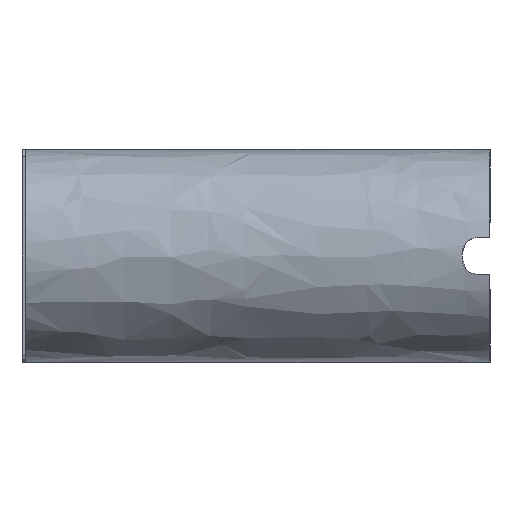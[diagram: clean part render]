
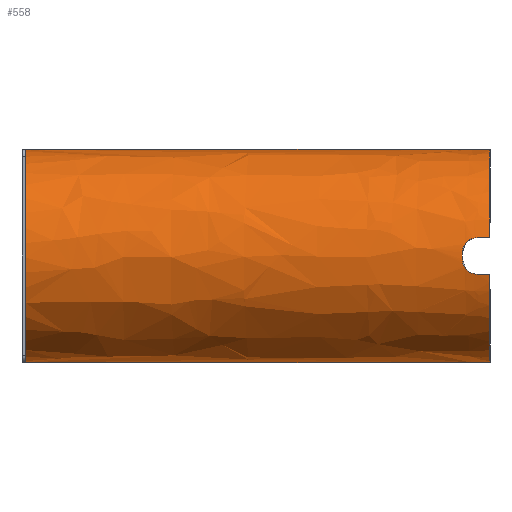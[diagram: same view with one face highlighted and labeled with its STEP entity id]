
A CAD part, left-side view. The second image highlights one B-rep face of the part: STEP entity #558.
In plain terms, the highlighted free-form (B-spline) face has degree [2, 1] with [5, 2] control points.
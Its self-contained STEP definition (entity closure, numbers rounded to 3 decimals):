
#22 = VERTEX_POINT('',#23);
#23 = CARTESIAN_POINT('',(-11.41,33.531,7.697)
  );
#24 = VERTEX_POINT('',#25);
#25 = CARTESIAN_POINT('',(-11.41,33.531,-7.697
    ));
#33 = EDGE_CURVE('',#22,#34,#36,.T.);
#34 = VERTEX_POINT('',#35);
#35 = CARTESIAN_POINT('',(-11.41,1.36,7.697)
  );
#36 = B_SPLINE_CURVE_WITH_KNOTS('',1,(#37,#38),.UNSPECIFIED.,.F.,.F.,(2,
    2),(-19.9,9.987),.PIECEWISE_BEZIER_KNOTS.);
#37 = CARTESIAN_POINT('',(-11.41,33.531,7.697)
  );
#38 = CARTESIAN_POINT('',(-11.41,1.36,7.697)
  );
#60 = VERTEX_POINT('',#61);
#61 = CARTESIAN_POINT('',(-11.41,1.36,-7.697
    ));
#68 = EDGE_CURVE('',#24,#60,#69,.T.);
#69 = B_SPLINE_CURVE_WITH_KNOTS('',1,(#70,#71),.UNSPECIFIED.,.F.,.F.,(2,
    2),(-19.9,9.987),.PIECEWISE_BEZIER_KNOTS.);
#70 = CARTESIAN_POINT('',(-11.41,33.531,-7.697
    ));
#71 = CARTESIAN_POINT('',(-11.41,1.36,-7.697
    ));
#236 = VERTEX_POINT('',#237);
#237 = CARTESIAN_POINT('',(-11.41,0.,7.697));
#242 = EDGE_CURVE('',#243,#236,#245,.T.);
#243 = VERTEX_POINT('',#244);
#244 = CARTESIAN_POINT('',(-18.993,0.,1.319));
#245 = ( BOUNDED_CURVE() B_SPLINE_CURVE(2,(#246,#247,#248),
.UNSPECIFIED.,.F.,.F.) B_SPLINE_CURVE_WITH_KNOTS((3,3),(4.885,
6.283),.PIECEWISE_BEZIER_KNOTS.) CURVE() 
GEOMETRIC_REPRESENTATION_ITEM() RATIONAL_B_SPLINE_CURVE((1.,
0.765,1.)) REPRESENTATION_ITEM('') );
#246 = CARTESIAN_POINT('',(-18.993,0.,1.319));
#247 = CARTESIAN_POINT('',(-17.884,0.,7.697));
#248 = CARTESIAN_POINT('',(-11.41,0.,7.697));
#514 = VERTEX_POINT('',#515);
#515 = CARTESIAN_POINT('',(-11.41,0.,-7.697));
#520 = EDGE_CURVE('',#60,#514,#521,.T.);
#521 = B_SPLINE_CURVE_WITH_KNOTS('',1,(#522,#523),.UNSPECIFIED.,.F.,.F.,
  (2,2),(9.987,11.25),.PIECEWISE_BEZIER_KNOTS.);
#522 = CARTESIAN_POINT('',(-11.41,1.36,
    -7.697));
#523 = CARTESIAN_POINT('',(-11.41,0.,-7.697));
#558 = ADVANCED_FACE('',(#559),#632,.T.);
#559 = FACE_BOUND('',#560,.T.);
#560 = EDGE_LOOP('',(#561,#562,#570,#571,#572,#580,#587,#600,#608,#621,
    #626,#627));
#561 = ORIENTED_EDGE('',*,*,#33,.F.);
#562 = ORIENTED_EDGE('',*,*,#563,.F.);
#563 = EDGE_CURVE('',#24,#22,#564,.T.);
#564 = ( BOUNDED_CURVE() B_SPLINE_CURVE(2,(#565,#566,#567,#568,#569),
.UNSPECIFIED.,.F.,.F.) B_SPLINE_CURVE_WITH_KNOTS((3,2,3),(3.142,
4.712,6.283),.PIECEWISE_BEZIER_KNOTS.) CURVE() 
GEOMETRIC_REPRESENTATION_ITEM() RATIONAL_B_SPLINE_CURVE((1.,
0.707,1.,0.707,1.)) REPRESENTATION_ITEM('') );
#565 = CARTESIAN_POINT('',(-11.41,33.531,
    -7.697));
#566 = CARTESIAN_POINT('',(-19.107,33.531,
    -7.697));
#567 = CARTESIAN_POINT('',(-19.107,33.531,
    0.));
#568 = CARTESIAN_POINT('',(-19.107,33.531,7.697
    ));
#569 = CARTESIAN_POINT('',(-11.41,33.531,7.697
    ));
#570 = ORIENTED_EDGE('',*,*,#68,.T.);
#571 = ORIENTED_EDGE('',*,*,#520,.T.);
#572 = ORIENTED_EDGE('',*,*,#573,.T.);
#573 = EDGE_CURVE('',#514,#574,#576,.T.);
#574 = VERTEX_POINT('',#575);
#575 = CARTESIAN_POINT('',(-18.993,0.,-1.319));
#576 = ( BOUNDED_CURVE() B_SPLINE_CURVE(2,(#577,#578,#579),
.UNSPECIFIED.,.F.,.F.) B_SPLINE_CURVE_WITH_KNOTS((3,3),(3.142,
4.54),.PIECEWISE_BEZIER_KNOTS.) CURVE() 
GEOMETRIC_REPRESENTATION_ITEM() RATIONAL_B_SPLINE_CURVE((1.,
0.765,1.)) REPRESENTATION_ITEM('') );
#577 = CARTESIAN_POINT('',(-11.41,0.,-7.697));
#578 = CARTESIAN_POINT('',(-17.884,0.,-7.697));
#579 = CARTESIAN_POINT('',(-18.993,0.,-1.319));
#580 = ORIENTED_EDGE('',*,*,#581,.F.);
#581 = EDGE_CURVE('',#582,#574,#584,.T.);
#582 = VERTEX_POINT('',#583);
#583 = CARTESIAN_POINT('',(-18.993,0.915,
    -1.319));
#584 = B_SPLINE_CURVE_WITH_KNOTS('',1,(#585,#586),.UNSPECIFIED.,.F.,.F.,
  (2,2),(1.,1.85),.PIECEWISE_BEZIER_KNOTS.);
#585 = CARTESIAN_POINT('',(-18.993,0.915,
    -1.319));
#586 = CARTESIAN_POINT('',(-18.993,0.,-1.319));
#587 = ORIENTED_EDGE('',*,*,#588,.T.);
#588 = EDGE_CURVE('',#582,#589,#591,.T.);
#589 = VERTEX_POINT('',#590);
#590 = CARTESIAN_POINT('',(-19.103,1.991,
    -0.242));
#591 = B_SPLINE_CURVE_WITH_KNOTS('',3,(#592,#593,#594,#595,#596,#597,
    #598,#599),.UNSPECIFIED.,.F.,.F.,(4,2,2,4),(0.,0.,
    0.001,0.002),.UNSPECIFIED.);
#592 = CARTESIAN_POINT('',(-18.993,0.915,
    -1.319));
#593 = CARTESIAN_POINT('',(-18.993,1.057,
    -1.319));
#594 = CARTESIAN_POINT('',(-18.998,1.197,
    -1.29));
#595 = CARTESIAN_POINT('',(-19.016,1.458,-1.182)
  );
#596 = CARTESIAN_POINT('',(-19.028,1.577,
    -1.102));
#597 = CARTESIAN_POINT('',(-19.067,1.874,
    -0.805));
#598 = CARTESIAN_POINT('',(-19.094,1.991,
    -0.527));
#599 = CARTESIAN_POINT('',(-19.103,1.991,
    -0.242));
#600 = ORIENTED_EDGE('',*,*,#601,.F.);
#601 = EDGE_CURVE('',#602,#589,#604,.T.);
#602 = VERTEX_POINT('',#603);
#603 = CARTESIAN_POINT('',(-19.103,1.991,0.242
    ));
#604 = ( BOUNDED_CURVE() B_SPLINE_CURVE(2,(#605,#606,#607),
.UNSPECIFIED.,.F.,.F.) B_SPLINE_CURVE_WITH_KNOTS((3,3),(4.681,
4.744),.PIECEWISE_BEZIER_KNOTS.) CURVE() 
GEOMETRIC_REPRESENTATION_ITEM() RATIONAL_B_SPLINE_CURVE((1.,
1.,1.)) REPRESENTATION_ITEM('') );
#605 = CARTESIAN_POINT('',(-19.103,1.991,0.242
    ));
#606 = CARTESIAN_POINT('',(-19.111,1.991,
    0.));
#607 = CARTESIAN_POINT('',(-19.103,1.991,
    -0.242));
#608 = ORIENTED_EDGE('',*,*,#609,.T.);
#609 = EDGE_CURVE('',#602,#610,#612,.T.);
#610 = VERTEX_POINT('',#611);
#611 = CARTESIAN_POINT('',(-18.993,0.915,1.319
    ));
#612 = B_SPLINE_CURVE_WITH_KNOTS('',3,(#613,#614,#615,#616,#617,#618,
    #619,#620),.UNSPECIFIED.,.F.,.F.,(4,2,2,4),(0.,
    0.,0.001,0.002),
  .UNSPECIFIED.);
#613 = CARTESIAN_POINT('',(-19.103,1.991,0.242
    ));
#614 = CARTESIAN_POINT('',(-19.098,1.991,0.385
    ));
#615 = CARTESIAN_POINT('',(-19.09,1.963,0.524
    ));
#616 = CARTESIAN_POINT('',(-19.068,1.855,0.785)
  );
#617 = CARTESIAN_POINT('',(-19.054,1.776,0.904
    ));
#618 = CARTESIAN_POINT('',(-19.015,1.479,1.201
    ));
#619 = CARTESIAN_POINT('',(-18.993,1.2,1.319
    ));
#620 = CARTESIAN_POINT('',(-18.993,0.915,1.319
    ));
#621 = ORIENTED_EDGE('',*,*,#622,.T.);
#622 = EDGE_CURVE('',#610,#243,#623,.T.);
#623 = B_SPLINE_CURVE_WITH_KNOTS('',1,(#624,#625),.UNSPECIFIED.,.F.,.F.,
  (2,2),(1.,1.85),.PIECEWISE_BEZIER_KNOTS.);
#624 = CARTESIAN_POINT('',(-18.993,0.915,1.319
    ));
#625 = CARTESIAN_POINT('',(-18.993,0.,1.319));
#626 = ORIENTED_EDGE('',*,*,#242,.T.);
#627 = ORIENTED_EDGE('',*,*,#628,.F.);
#628 = EDGE_CURVE('',#34,#236,#629,.T.);
#629 = B_SPLINE_CURVE_WITH_KNOTS('',1,(#630,#631),.UNSPECIFIED.,.F.,.F.,
  (2,2),(9.987,11.25),.PIECEWISE_BEZIER_KNOTS.);
#630 = CARTESIAN_POINT('',(-11.41,1.36,7.697
    ));
#631 = CARTESIAN_POINT('',(-11.41,0.,7.697));
#632 = ( BOUNDED_SURFACE() B_SPLINE_SURFACE(2,1,(
    (#633,#634)
    ,(#635,#636)
    ,(#637,#638)
    ,(#639,#640)
,(#641,#642
    )),.UNSPECIFIED.,.F.,.F.,.F.) B_SPLINE_SURFACE_WITH_KNOTS((3,2,3),(2
    ,2),(3.142,4.712,6.283),(-19.9,11.25),
.PIECEWISE_BEZIER_KNOTS.) GEOMETRIC_REPRESENTATION_ITEM() 
RATIONAL_B_SPLINE_SURFACE((
    (1.,1.)
    ,(0.707,0.707)
    ,(1.,1.)
    ,(0.707,0.707)
,(1.,1.))) REPRESENTATION_ITEM('') SURFACE() );
#633 = CARTESIAN_POINT('',(-11.41,33.531,7.697
    ));
#634 = CARTESIAN_POINT('',(-11.41,0.,7.697));
#635 = CARTESIAN_POINT('',(-19.107,33.531,7.697
    ));
#636 = CARTESIAN_POINT('',(-19.107,0.,7.697));
#637 = CARTESIAN_POINT('',(-19.107,33.531,
    0.));
#638 = CARTESIAN_POINT('',(-19.107,0.,0.));
#639 = CARTESIAN_POINT('',(-19.107,33.531,
    -7.697));
#640 = CARTESIAN_POINT('',(-19.107,0.,-7.697));
#641 = CARTESIAN_POINT('',(-11.41,33.531,
    -7.697));
#642 = CARTESIAN_POINT('',(-11.41,0.,-7.697));
